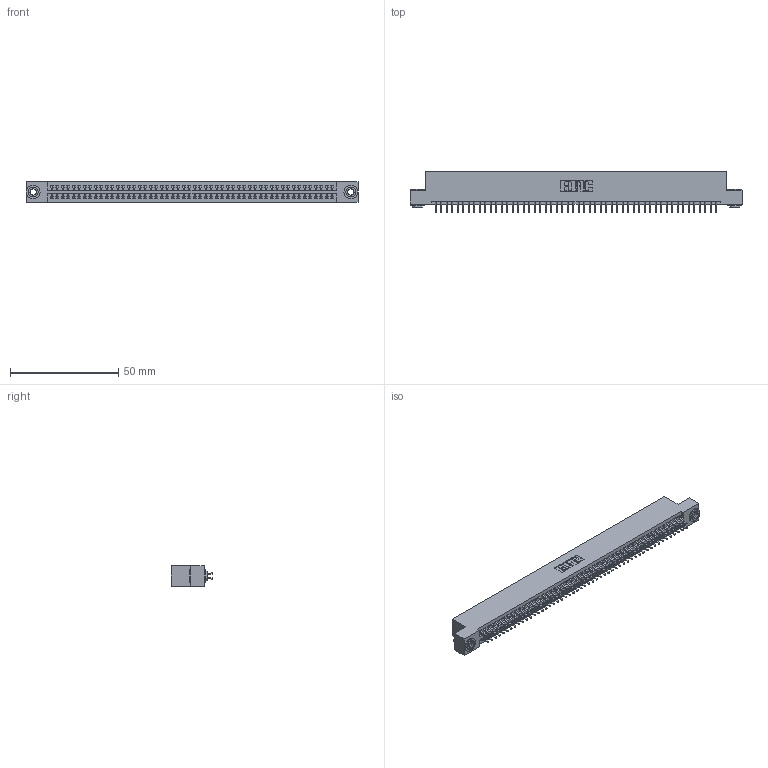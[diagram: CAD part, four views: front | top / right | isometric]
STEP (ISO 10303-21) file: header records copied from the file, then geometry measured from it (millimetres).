
FILE_DESCRIPTION (( 'STEP AP203' ), '1' );
FILE_NAME ('345-104-556-203.STEP', '2019-11-03T12:48:04', ( '' ), ( '' ), 'SwSTEP 2.0', 'SolidWorks 2016', '' );
FILE_SCHEMA (( 'CONFIG_CONTROL_DESIGN' ));
Length unit declared in the file: inch
Products named in the file (4): 345 Part_Flush Mounting Lugs - 0.156 Dia-TH; 345-292-001_556 Tail; 345-250-002_345-250-002-102; 345-104-556-203
Assembly tree (107 placements, depth 2):
  345-104-556-203
    345 Part_Flush Mounting Lugs - 0.156 Dia-TH
    345-292-001_556 Tail  x104
    345-250-002_345-250-002-102  x2
Bounding box: 153.29 x 19.24 x 9.4 mm (x, y, z)
Volume: 14998.8 mm3; surface area: 22478.2 mm2
Topology: 107 solids, 107 shells, 5988 faces, 17785 edges, 11714 vertices
Faces by surface type: plane 3938, cylinder 2042, cone 8
Entity records: 40324 total; most frequent: CARTESIAN_POINT 6739, ORIENTED_EDGE 6654, DIRECTION 5949, EDGE_CURVE 3327, VECTOR 2955, LINE 2955, VERTEX_POINT 2214, AXIS2_PLACEMENT_3D 1497
